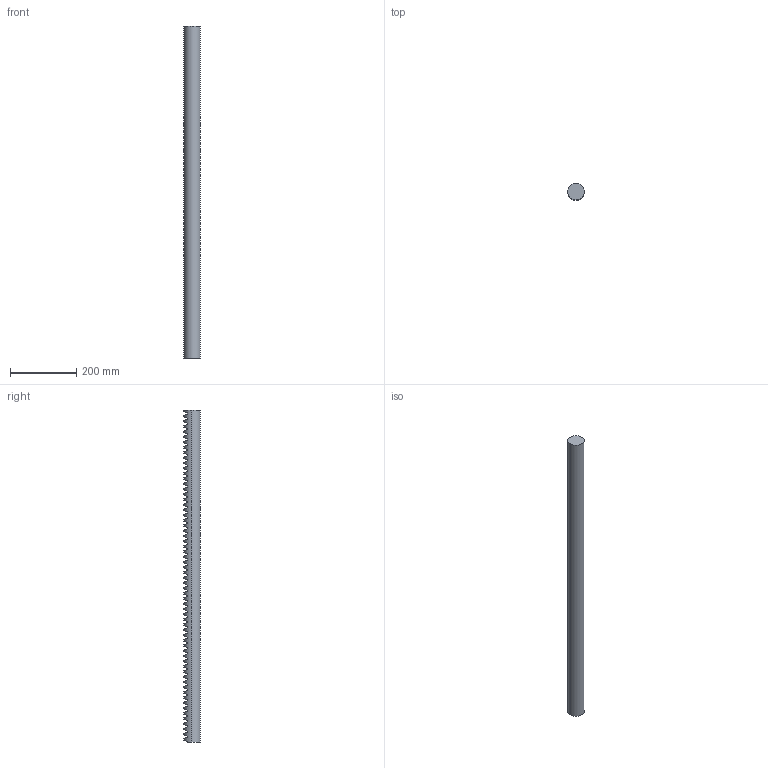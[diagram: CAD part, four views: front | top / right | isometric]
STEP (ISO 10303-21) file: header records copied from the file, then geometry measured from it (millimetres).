
FILE_DESCRIPTION (( 'STEP AP214' ), '1' );
FILE_NAME ('141-050-100.STEP', '2024-11-04T14:40:37', ( '' ), ( '' ), 'SwSTEP 2.0', 'SolidWorks 2021', '' );
FILE_SCHEMA (( 'AUTOMOTIVE_DESIGN' ));
Length unit declared in the file: millimetre
Products named in the file (1): 141-050-100
Bounding box: 50 x 49.7 x 1000 mm (x, y, z)
Volume: 1816071.4 mm3; surface area: 187693 mm2
Topology: 1 solids, 1 shells, 261 faces, 777 edges, 518 vertices
Faces by surface type: plane 258, cylinder 3
Entity records: 8611 total; most frequent: CARTESIAN_POINT 2325, ORIENTED_EDGE 1554, DIRECTION 1051, EDGE_CURVE 777, VERTEX_POINT 518, LINE 515, VECTOR 515, AXIS2_PLACEMENT_3D 268
